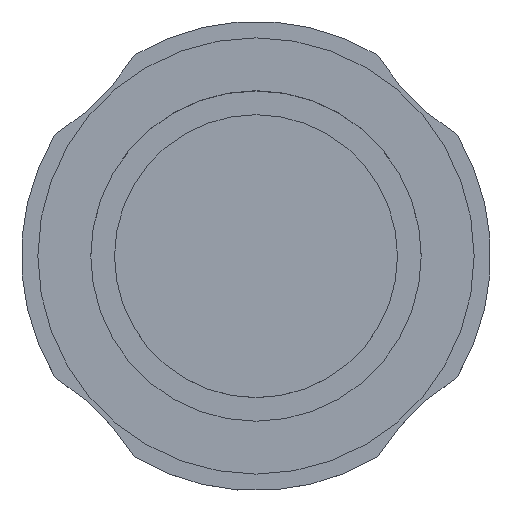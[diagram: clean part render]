
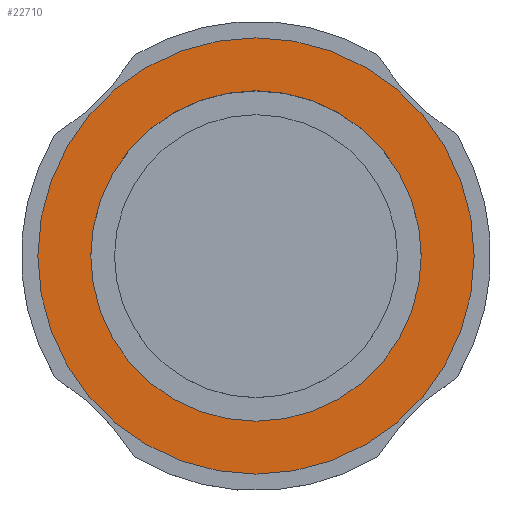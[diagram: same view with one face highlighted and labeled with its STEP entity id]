
A CAD part, top view. The second image highlights one B-rep face of the part: STEP entity #22710.
In plain terms, the highlighted planar face has unit normal (0, 0, 1).
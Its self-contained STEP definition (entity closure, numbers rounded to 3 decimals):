
#22202 = CYLINDRICAL_SURFACE('',#22203,50.);
#22203 = AXIS2_PLACEMENT_3D('',#22204,#22205,#22206);
#22204 = CARTESIAN_POINT('',(0.,0.,12.5
    ));
#22205 = DIRECTION('',(0.,0.,1.));
#22206 = DIRECTION('',(0.,-1.,0.));
#22446 = CYLINDRICAL_SURFACE('',#22447,66.);
#22447 = AXIS2_PLACEMENT_3D('',#22448,#22449,#22450);
#22448 = CARTESIAN_POINT('',(0.,0.,12.5
    ));
#22449 = DIRECTION('',(0.,0.,1.));
#22450 = DIRECTION('',(0.,-1.,0.));
#22710 = ADVANCED_FACE('',(#22711,#22764),#22724,.F.);
#22711 = FACE_BOUND('',#22712,.T.);
#22712 = EDGE_LOOP('',(#22713));
#22713 = ORIENTED_EDGE('',*,*,#22714,.F.);
#22714 = EDGE_CURVE('',#22715,#22715,#22717,.T.);
#22715 = VERTEX_POINT('',#22716);
#22716 = CARTESIAN_POINT('',(0.,-66.,50.));
#22717 = SURFACE_CURVE('',#22718,(#22723,#22735),.PCURVE_S1.);
#22718 = CIRCLE('',#22719,66.);
#22719 = AXIS2_PLACEMENT_3D('',#22720,#22721,#22722);
#22720 = CARTESIAN_POINT('',(0.,0.,50.)
  );
#22721 = DIRECTION('',(0.,0.,-1.));
#22722 = DIRECTION('',(0.,-1.,0.));
#22723 = PCURVE('',#22724,#22729);
#22724 = PLANE('',#22725);
#22725 = AXIS2_PLACEMENT_3D('',#22726,#22727,#22728);
#22726 = CARTESIAN_POINT('',(0.,-50.,50.));
#22727 = DIRECTION('',(0.,0.,-1.));
#22728 = DIRECTION('',(0.,-1.,0.));
#22729 = DEFINITIONAL_REPRESENTATION('',(#22730),#22734);
#22730 = CIRCLE('',#22731,66.);
#22731 = AXIS2_PLACEMENT_2D('',#22732,#22733);
#22732 = CARTESIAN_POINT('',(-50.,0.));
#22733 = DIRECTION('',(1.,0.));
#22734 = ( GEOMETRIC_REPRESENTATION_CONTEXT(2) 
PARAMETRIC_REPRESENTATION_CONTEXT() REPRESENTATION_CONTEXT('2D SPACE',''
  ) );
#22735 = PCURVE('',#22446,#22736);
#22736 = DEFINITIONAL_REPRESENTATION('',(#22737),#22763);
#22737 = B_SPLINE_CURVE_WITH_KNOTS('',3,(#22738,#22739,#22740,#22741,
    #22742,#22743,#22744,#22745,#22746,#22747,#22748,#22749,#22750,
    #22751,#22752,#22753,#22754,#22755,#22756,#22757,#22758,#22759,
    #22760,#22761,#22762),.UNSPECIFIED.,.F.,.F.,(4,1,1,1,1,1,1,1,1,1,1,1
    ,1,1,1,1,1,1,1,1,1,1,4),(0.,0.286,0.571,
    0.857,1.142,1.428,1.714,
    1.999,2.285,2.57,2.856,
    3.142,3.427,3.713,3.998,
    4.284,4.57,4.855,5.141,
    5.426,5.712,5.998,6.283),
  .QUASI_UNIFORM_KNOTS.);
#22738 = CARTESIAN_POINT('',(6.283,37.5));
#22739 = CARTESIAN_POINT('',(6.188,37.5));
#22740 = CARTESIAN_POINT('',(5.998,37.5));
#22741 = CARTESIAN_POINT('',(5.712,37.5));
#22742 = CARTESIAN_POINT('',(5.426,37.5));
#22743 = CARTESIAN_POINT('',(5.141,37.5));
#22744 = CARTESIAN_POINT('',(4.855,37.5));
#22745 = CARTESIAN_POINT('',(4.57,37.5));
#22746 = CARTESIAN_POINT('',(4.284,37.5));
#22747 = CARTESIAN_POINT('',(3.998,37.5));
#22748 = CARTESIAN_POINT('',(3.713,37.5));
#22749 = CARTESIAN_POINT('',(3.427,37.5));
#22750 = CARTESIAN_POINT('',(3.142,37.5));
#22751 = CARTESIAN_POINT('',(2.856,37.5));
#22752 = CARTESIAN_POINT('',(2.57,37.5));
#22753 = CARTESIAN_POINT('',(2.285,37.5));
#22754 = CARTESIAN_POINT('',(1.999,37.5));
#22755 = CARTESIAN_POINT('',(1.714,37.5));
#22756 = CARTESIAN_POINT('',(1.428,37.5));
#22757 = CARTESIAN_POINT('',(1.142,37.5));
#22758 = CARTESIAN_POINT('',(0.857,37.5));
#22759 = CARTESIAN_POINT('',(0.571,37.5));
#22760 = CARTESIAN_POINT('',(0.286,37.5));
#22761 = CARTESIAN_POINT('',(0.095,37.5));
#22762 = CARTESIAN_POINT('',(0.,37.5));
#22763 = ( GEOMETRIC_REPRESENTATION_CONTEXT(2) 
PARAMETRIC_REPRESENTATION_CONTEXT() REPRESENTATION_CONTEXT('2D SPACE',''
  ) );
#22764 = FACE_BOUND('',#22765,.T.);
#22765 = EDGE_LOOP('',(#22766));
#22766 = ORIENTED_EDGE('',*,*,#22767,.T.);
#22767 = EDGE_CURVE('',#22768,#22768,#22770,.T.);
#22768 = VERTEX_POINT('',#22769);
#22769 = CARTESIAN_POINT('',(0.,-50.,50.));
#22770 = SURFACE_CURVE('',#22771,(#22776,#22783),.PCURVE_S1.);
#22771 = CIRCLE('',#22772,50.);
#22772 = AXIS2_PLACEMENT_3D('',#22773,#22774,#22775);
#22773 = CARTESIAN_POINT('',(0.,0.,50.)
  );
#22774 = DIRECTION('',(0.,0.,-1.));
#22775 = DIRECTION('',(0.,-1.,0.));
#22776 = PCURVE('',#22724,#22777);
#22777 = DEFINITIONAL_REPRESENTATION('',(#22778),#22782);
#22778 = CIRCLE('',#22779,50.);
#22779 = AXIS2_PLACEMENT_2D('',#22780,#22781);
#22780 = CARTESIAN_POINT('',(-50.,0.));
#22781 = DIRECTION('',(1.,0.));
#22782 = ( GEOMETRIC_REPRESENTATION_CONTEXT(2) 
PARAMETRIC_REPRESENTATION_CONTEXT() REPRESENTATION_CONTEXT('2D SPACE',''
  ) );
#22783 = PCURVE('',#22202,#22784);
#22784 = DEFINITIONAL_REPRESENTATION('',(#22785),#22811);
#22785 = B_SPLINE_CURVE_WITH_KNOTS('',3,(#22786,#22787,#22788,#22789,
    #22790,#22791,#22792,#22793,#22794,#22795,#22796,#22797,#22798,
    #22799,#22800,#22801,#22802,#22803,#22804,#22805,#22806,#22807,
    #22808,#22809,#22810),.UNSPECIFIED.,.F.,.F.,(4,1,1,1,1,1,1,1,1,1,1,1
    ,1,1,1,1,1,1,1,1,1,1,4),(0.,0.286,0.571,
    0.857,1.142,1.428,1.714,
    1.999,2.285,2.57,2.856,
    3.142,3.427,3.713,3.998,
    4.284,4.57,4.855,5.141,
    5.426,5.712,5.998,6.283),
  .QUASI_UNIFORM_KNOTS.);
#22786 = CARTESIAN_POINT('',(6.283,37.5));
#22787 = CARTESIAN_POINT('',(6.188,37.5));
#22788 = CARTESIAN_POINT('',(5.998,37.5));
#22789 = CARTESIAN_POINT('',(5.712,37.5));
#22790 = CARTESIAN_POINT('',(5.426,37.5));
#22791 = CARTESIAN_POINT('',(5.141,37.5));
#22792 = CARTESIAN_POINT('',(4.855,37.5));
#22793 = CARTESIAN_POINT('',(4.57,37.5));
#22794 = CARTESIAN_POINT('',(4.284,37.5));
#22795 = CARTESIAN_POINT('',(3.998,37.5));
#22796 = CARTESIAN_POINT('',(3.713,37.5));
#22797 = CARTESIAN_POINT('',(3.427,37.5));
#22798 = CARTESIAN_POINT('',(3.142,37.5));
#22799 = CARTESIAN_POINT('',(2.856,37.5));
#22800 = CARTESIAN_POINT('',(2.57,37.5));
#22801 = CARTESIAN_POINT('',(2.285,37.5));
#22802 = CARTESIAN_POINT('',(1.999,37.5));
#22803 = CARTESIAN_POINT('',(1.714,37.5));
#22804 = CARTESIAN_POINT('',(1.428,37.5));
#22805 = CARTESIAN_POINT('',(1.142,37.5));
#22806 = CARTESIAN_POINT('',(0.857,37.5));
#22807 = CARTESIAN_POINT('',(0.571,37.5));
#22808 = CARTESIAN_POINT('',(0.286,37.5));
#22809 = CARTESIAN_POINT('',(0.095,37.5));
#22810 = CARTESIAN_POINT('',(0.,37.5));
#22811 = ( GEOMETRIC_REPRESENTATION_CONTEXT(2) 
PARAMETRIC_REPRESENTATION_CONTEXT() REPRESENTATION_CONTEXT('2D SPACE',''
  ) );
